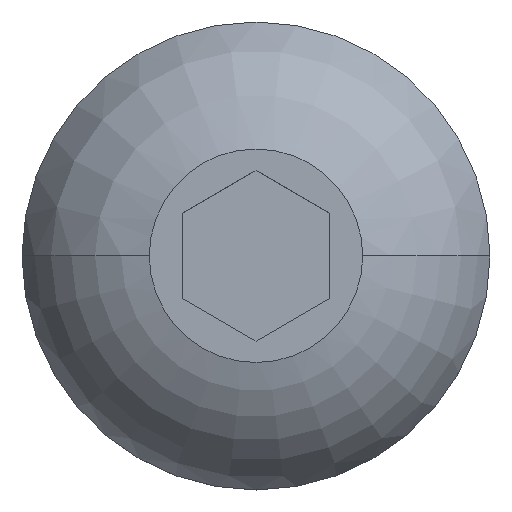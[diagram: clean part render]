
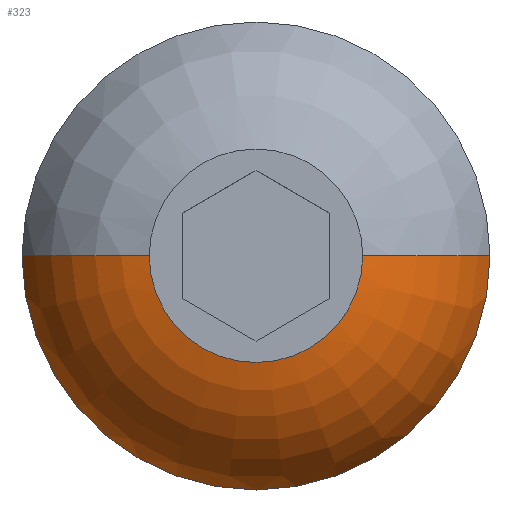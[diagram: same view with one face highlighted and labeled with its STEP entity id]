
A CAD part, top view. The second image highlights one B-rep face of the part: STEP entity #323.
In plain terms, the highlighted toroidal (fillet/blend) face has major radius 1.424 mm and minor radius 3.539 mm.
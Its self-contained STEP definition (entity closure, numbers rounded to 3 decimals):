
#16 = VERTEX_POINT ( 'NONE', #420 ) ;
#49 = DIRECTION ( 'NONE',  ( 0., 0., -1. ) ) ;
#133 = VERTEX_POINT ( 'NONE', #366 ) ;
#146 = AXIS2_PLACEMENT_3D ( 'NONE', #782, #234, #405 ) ;
#155 = DIRECTION ( 'NONE',  ( 0., 0., -1. ) ) ;
#194 = ORIENTED_EDGE ( 'NONE', *, *, #527, .F. ) ;
#207 = AXIS2_PLACEMENT_3D ( 'NONE', #448, #155, #225 ) ;
#221 = DIRECTION ( 'NONE',  ( 0., 0., -1. ) ) ;
#225 = DIRECTION ( 'NONE',  ( -1., 0., 0. ) ) ;
#232 = CIRCLE ( 'NONE', #633, 3.539 ) ;
#234 = DIRECTION ( 'NONE',  ( 0., 0., 1. ) ) ;
#242 = ORIENTED_EDGE ( 'NONE', *, *, #352, .T. ) ;
#286 = DIRECTION ( 'NONE',  ( 0., -1., 0. ) ) ;
#288 = AXIS2_PLACEMENT_3D ( 'NONE', #712, #49, #526 ) ;
#307 = CIRCLE ( 'NONE', #433, 3.539 ) ;
#323 = ADVANCED_FACE ( 'NONE', ( #486 ), #539, .T. ) ;
#334 = CARTESIAN_POINT ( 'NONE',  ( -4.75, 0., 0.5 ) ) ;
#352 = EDGE_CURVE ( 'NONE', #133, #760, #232, .T. ) ;
#364 = VERTEX_POINT ( 'NONE', #650 ) ;
#366 = CARTESIAN_POINT ( 'NONE',  ( -2.167, 0., 2.75 ) ) ;
#367 = EDGE_CURVE ( 'NONE', #16, #760, #691, .T. ) ;
#405 = DIRECTION ( 'NONE',  ( -1., 0., 0. ) ) ;
#420 = CARTESIAN_POINT ( 'NONE',  ( 4.75, 0., 0.5 ) ) ;
#430 = DIRECTION ( 'NONE',  ( 0., 1., 0. ) ) ;
#433 = AXIS2_PLACEMENT_3D ( 'NONE', #677, #430, #481 ) ;
#437 = EDGE_LOOP ( 'NONE', ( #194, #665, #242, #461 ) ) ;
#446 = CIRCLE ( 'NONE', #146, 2.167 ) ;
#448 = CARTESIAN_POINT ( 'NONE',  ( 0., 0., -0.711 ) ) ;
#461 = ORIENTED_EDGE ( 'NONE', *, *, #367, .F. ) ;
#480 = EDGE_CURVE ( 'NONE', #133, #364, #446, .T. ) ;
#481 = DIRECTION ( 'NONE',  ( -1., 0., 0. ) ) ;
#486 = FACE_OUTER_BOUND ( 'NONE', #437, .T. ) ;
#526 = DIRECTION ( 'NONE',  ( -1., 0., 0. ) ) ;
#527 = EDGE_CURVE ( 'NONE', #364, #16, #307, .T. ) ;
#539 = TOROIDAL_SURFACE ( 'NONE', #207, 1.424, 3.539 ) ;
#633 = AXIS2_PLACEMENT_3D ( 'NONE', #774, #286, #221 ) ;
#650 = CARTESIAN_POINT ( 'NONE',  ( 2.167, 0., 2.75 ) ) ;
#665 = ORIENTED_EDGE ( 'NONE', *, *, #480, .F. ) ;
#677 = CARTESIAN_POINT ( 'NONE',  ( 1.424, 0., -0.711 ) ) ;
#691 = CIRCLE ( 'NONE', #288, 4.75 ) ;
#712 = CARTESIAN_POINT ( 'NONE',  ( 0., 0., 0.5 ) ) ;
#760 = VERTEX_POINT ( 'NONE', #334 ) ;
#774 = CARTESIAN_POINT ( 'NONE',  ( -1.424, 0., -0.711 ) ) ;
#782 = CARTESIAN_POINT ( 'NONE',  ( 0., 0., 2.75 ) ) ;
